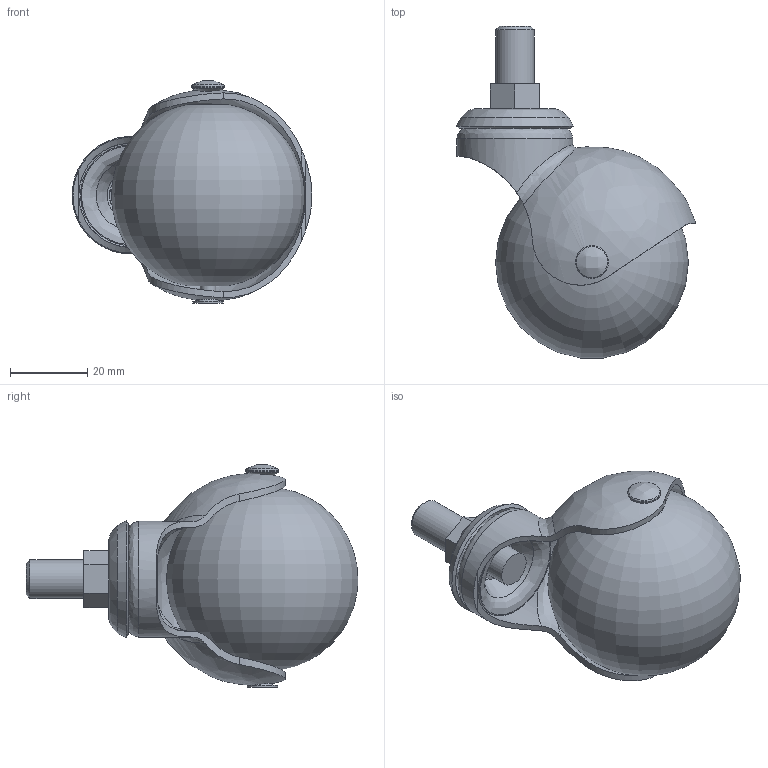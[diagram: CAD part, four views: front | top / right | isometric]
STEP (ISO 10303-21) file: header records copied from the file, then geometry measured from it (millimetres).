
FILE_DESCRIPTION (( 'STEP AP214' ), '1' );
FILE_NAME ('0010299_L-1321-50-2-M10x15.STEP', '2018-06-29T08:54:00', ( '' ), ( '' ), 'SwSTEP 2.0', 'SolidWorks 2018', '' );
FILE_SCHEMA (( 'AUTOMOTIVE_DESIGN' ));
Length unit declared in the file: millimetre
Products named in the file (1): 0010299_L-1321-50-2-M10x15
Bounding box: 62.18 x 86.07 x 57.68 mm (x, y, z)
Surface area: 20363 mm2 (no closed solid volume)
Topology: 0 solids, 10 shells, 54 faces, 143 edges, 98 vertices
Faces by surface type: plane 18, bspline 15, cylinder 14, cone 6, torus 1
Full cylindrical faces by diameter (mm): 4 x1, 7.9 x1, 8.5 x1, 9 x1, 10 x1, 26.1 x1, 27 x1, 30 x1
Entity records: 4019 total; most frequent: CARTESIAN_POINT 2360, ORIENTED_EDGE 183, DIRECTION 180, EDGE_CURVE 104, EDGE_LOOP 87, VERTEX_POINT 84, AXIS2_PLACEMENT_3D 75, FACE_OUTER_BOUND 71
